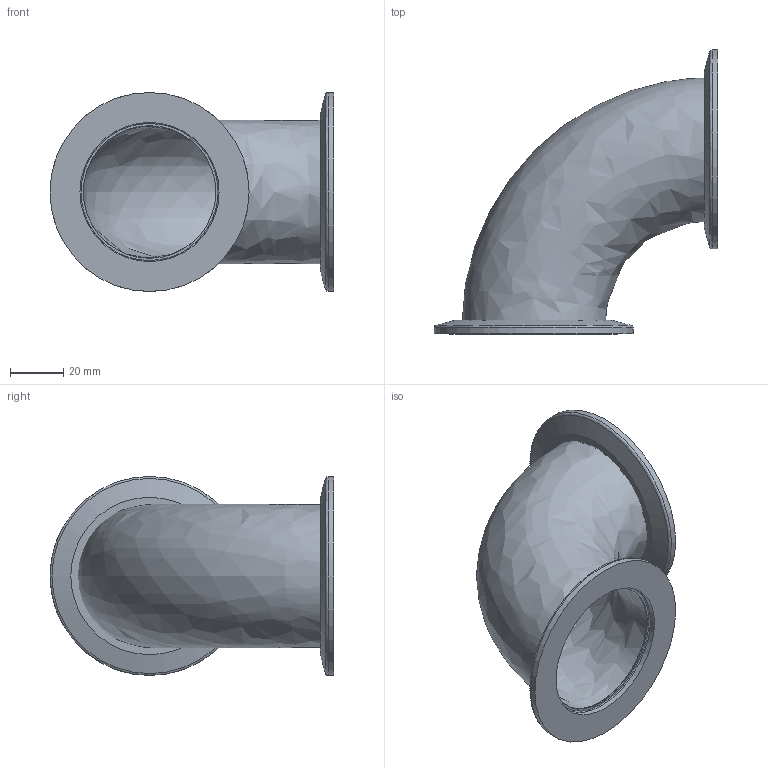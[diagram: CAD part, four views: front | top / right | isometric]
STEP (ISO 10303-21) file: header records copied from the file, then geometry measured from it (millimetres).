
FILE_DESCRIPTION (( 'STEP AP214' ), '1' );
FILE_NAME ('FULLVAC C901KF50.STEP', '2019-03-26T14:26:38', ( '' ), ( '' ), 'SwSTEP 2.0', 'SolidWorks 2017', '' );
FILE_SCHEMA (( 'AUTOMOTIVE_DESIGN' ));
Length unit declared in the file: millimetre
Products named in the file (3): FULLVAC C901KF50; 2^FULLVAC C901KF50; 1^FULLVAC C901KF50
Assembly tree (3 placements, depth 2):
  FULLVAC C901KF50
    1^FULLVAC C901KF50
    2^FULLVAC C901KF50  x2
Bounding box: 107 x 107 x 75 mm (x, y, z)
Volume: 53626 mm3; surface area: 48091.1 mm2
Topology: 3 solids, 3 shells, 26 faces, 46 edges, 30 vertices
Faces by surface type: plane 10, cylinder 8, bspline 6, cone 2
Full cylindrical faces by diameter (mm): 50 x2, 52.4 x2, 53.1 x2, 75 x2
Entity records: 1628 total; most frequent: CARTESIAN_POINT 1115, DIRECTION 54, EDGE_LOOP 30, ORIENTED_EDGE 30, AXIS2_PLACEMENT_3D 27, FACE_OUTER_BOUND 23, UNCERTAINTY_MEASURE_WITH_UNIT 22, SURFACE_STYLE_FILL_AREA 19
